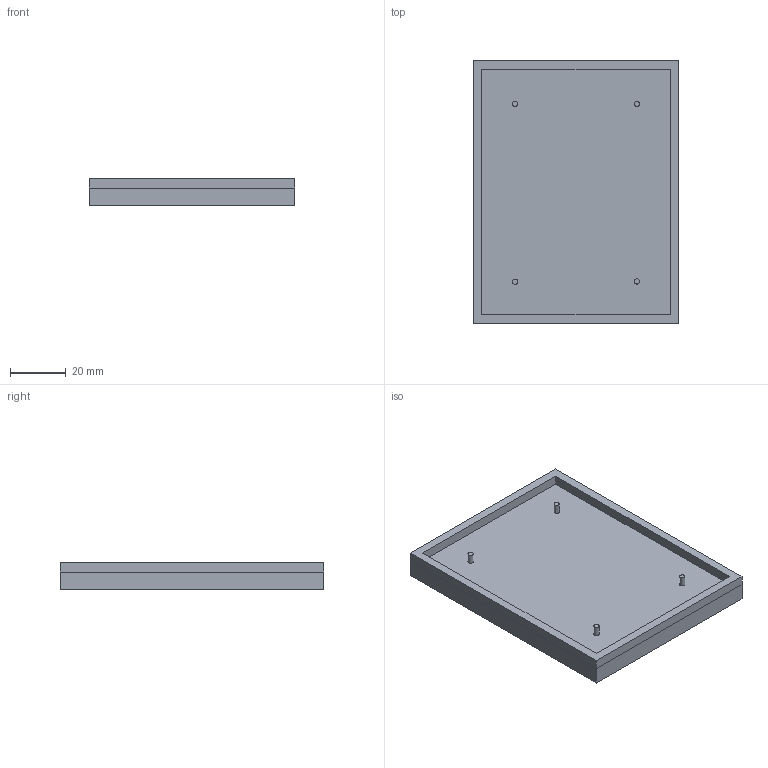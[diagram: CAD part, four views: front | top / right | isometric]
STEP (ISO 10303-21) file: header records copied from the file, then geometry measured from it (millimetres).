
FILE_DESCRIPTION(('FreeCAD Model'),'2;1');
FILE_NAME('Open CASCADE Shape Model','2023-03-27T07:57:54',(''),(''), 'Open CASCADE STEP processor 7.6','FreeCAD','Unknown');
FILE_SCHEMA(('AUTOMOTIVE_DESIGN { 1 0 10303 214 1 1 1 1 }'));
Length unit declared in the file: millimetre
Products named in the file (1): Edges_Hole_Guides
Bounding box: 73.95 x 94.6 x 9.85 mm (x, y, z)
Volume: 48067.3 mm3; surface area: 18486.5 mm2
Topology: 1 solids, 1 shells, 23 faces, 44 edges, 28 vertices
Faces by surface type: plane 19, cylinder 4
Full cylindrical faces by diameter (mm): 1.905 x4
Entity records: 1168 total; most frequent: DIRECTION 188, CARTESIAN_POINT 184, LINE 116, VECTOR 116, ORIENTED_EDGE 88, PCURVE 88, DEFINITIONAL_REPRESENTATION 88, EDGE_CURVE 44
